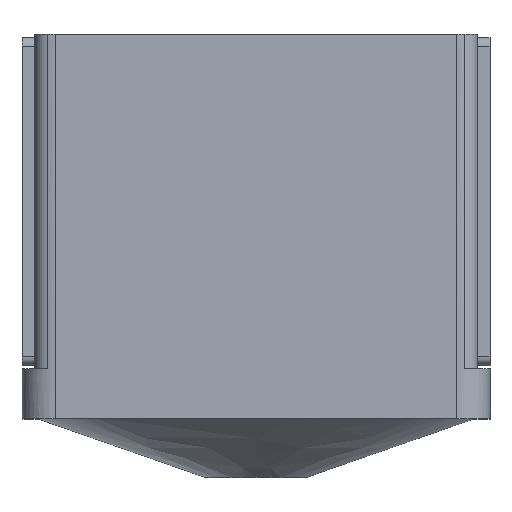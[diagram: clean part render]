
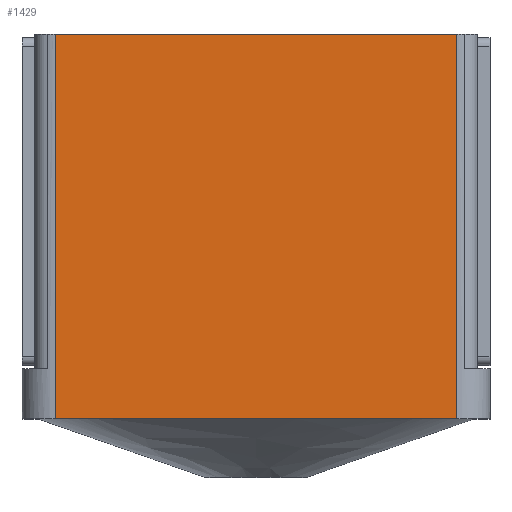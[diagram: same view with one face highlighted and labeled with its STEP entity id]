
A CAD part, top view. The second image highlights one B-rep face of the part: STEP entity #1429.
In plain terms, the highlighted planar face has unit normal (0, 0, 1).
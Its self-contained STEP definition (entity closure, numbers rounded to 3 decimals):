
#149=FACE_OUTER_BOUND('',#218,.T.);
#218=EDGE_LOOP('',(#1291,#1292,#1293,#1294));
#401=LINE('',#2333,#546);
#406=LINE('',#2356,#551);
#412=LINE('',#2376,#557);
#418=LINE('',#2419,#563);
#546=VECTOR('',#1875,10.);
#551=VECTOR('',#1904,10.);
#557=VECTOR('',#1922,10.);
#563=VECTOR('',#1940,10.);
#679=VERTEX_POINT('',#2330);
#680=VERTEX_POINT('',#2332);
#686=VERTEX_POINT('',#2355);
#694=VERTEX_POINT('',#2375);
#871=EDGE_CURVE('',#679,#680,#401,.T.);
#883=EDGE_CURVE('',#680,#686,#406,.T.);
#893=EDGE_CURVE('',#694,#686,#412,.T.);
#903=EDGE_CURVE('',#694,#679,#418,.T.);
#1291=ORIENTED_EDGE('',*,*,#903,.F.);
#1292=ORIENTED_EDGE('',*,*,#893,.T.);
#1293=ORIENTED_EDGE('',*,*,#883,.F.);
#1294=ORIENTED_EDGE('',*,*,#871,.F.);
#1362=PLANE('',#1563);
#1429=ADVANCED_FACE('',(#149),#1362,.T.);
#1563=AXIS2_PLACEMENT_3D('',#2420,#1941,#1942);
#1875=DIRECTION('',(1.,0.,0.));
#1904=DIRECTION('',(0.,-1.,0.));
#1922=DIRECTION('',(1.,0.,0.));
#1940=DIRECTION('',(0.,1.,0.));
#1941=DIRECTION('center_axis',(0.,0.,1.));
#1942=DIRECTION('ref_axis',(0.,-1.,0.));
#2330=CARTESIAN_POINT('',(0.2,2.,0.975));
#2332=CARTESIAN_POINT('',(2.6,2.,0.975));
#2333=CARTESIAN_POINT('',(0.,2.,0.975));
#2355=CARTESIAN_POINT('',(2.6,-0.3,0.975));
#2356=CARTESIAN_POINT('',(2.6,0.763,0.975));
#2375=CARTESIAN_POINT('',(0.2,-0.3,0.975));
#2376=CARTESIAN_POINT('',(0.,-0.3,0.975));
#2419=CARTESIAN_POINT('',(0.2,0.763,0.975));
#2420=CARTESIAN_POINT('Origin',(0.,2.,0.975));
